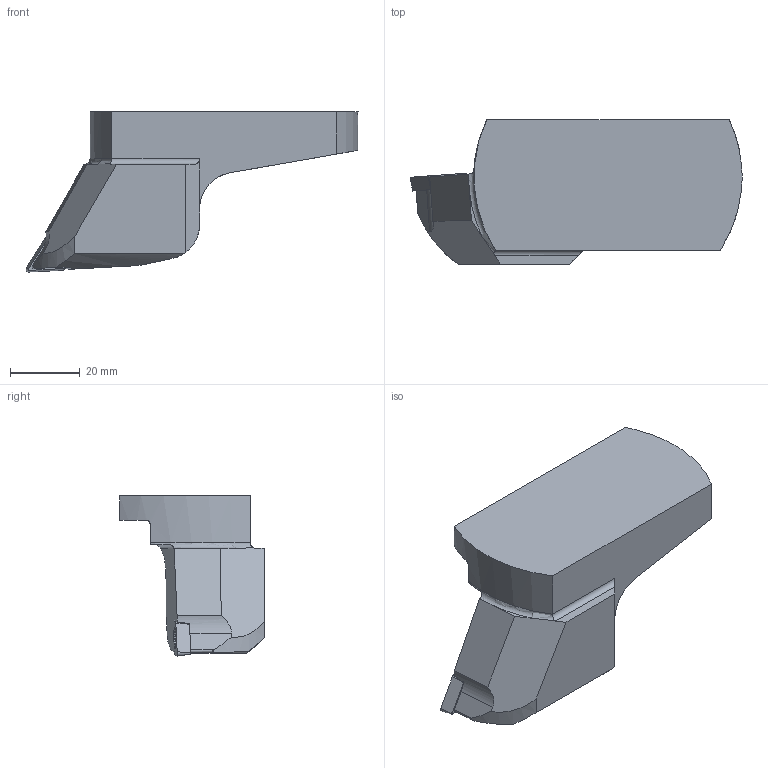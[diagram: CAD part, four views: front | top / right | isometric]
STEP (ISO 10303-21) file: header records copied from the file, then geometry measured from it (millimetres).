
FILE_DESCRIPTION(/* description */ (''),/* implementation_level */ '2;1');
FILE_NAME(/* name */ '1535711150083.stp',/* time_stamp */ '2018-08-31T15:56:06+05:00',/* author */ (''),/* organization */ ('SMS'),/* preprocessor_version */ 'ST-DEVELOPER v15',/* originating_system */ 'SIEMENS PLM Software NX 8.5',/* authorisation */ '');
FILE_SCHEMA (('AUTOMOTIVE_DESIGN { 1 0 10303 214 3 1 1 1 }'));
Length unit declared in the file: millimetre
Products named in the file (4): ASSEMBLY_CONSTRUCTION; IsoTurningInsert; 201794345mod000_00; 201794344mod000_00
Assembly tree (3 placements, depth 2):
  201794344mod000_00
    201794345mod000_00
    IsoTurningInsert
    ASSEMBLY_CONSTRUCTION
Bounding box: 95.36 x 41.5 x 46 mm (x, y, z)
Volume: 65332.5 mm3; surface area: 12921.9 mm2
Topology: 2 solids, 2 shells, 60 faces, 165 edges, 116 vertices
Faces by surface type: plane 33, cylinder 14, cone 8, torus 5
Full cylindrical faces by diameter (mm): 4.4 x2
Entity records: 2196 total; most frequent: CARTESIAN_POINT 524, DIRECTION 335, ORIENTED_EDGE 304, EDGE_CURVE 152, AXIS2_PLACEMENT_3D 127, VERTEX_POINT 105, LINE 81, VECTOR 81
